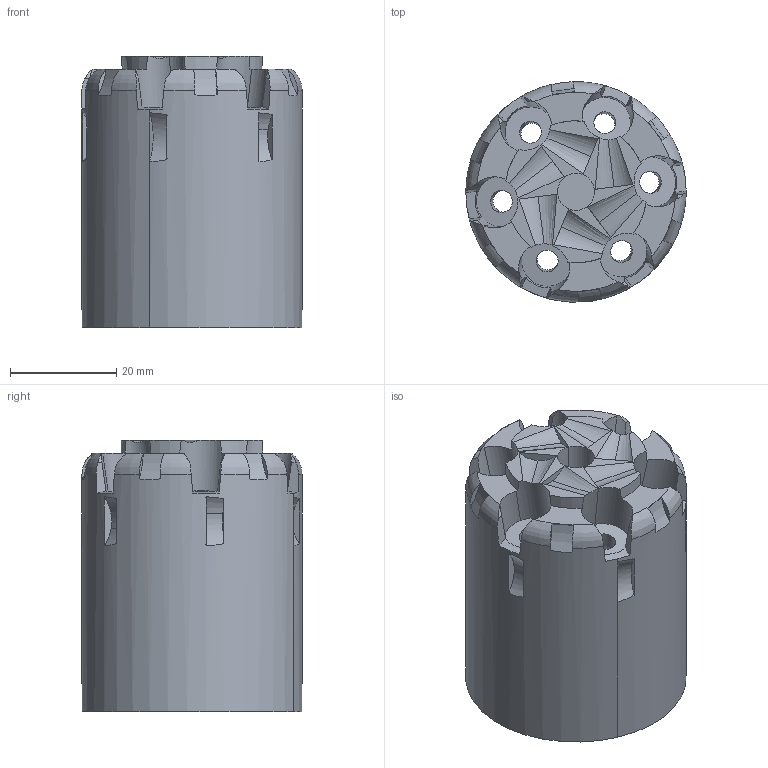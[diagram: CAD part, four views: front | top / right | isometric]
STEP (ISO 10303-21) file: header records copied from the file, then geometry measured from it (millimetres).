
FILE_DESCRIPTION (( 'STEP AP214' ), '1' );
FILE_NAME ('Cylinder.piston.44.STEP', '2018-11-03T22:37:57', ( '' ), ( '' ), 'SwSTEP 2.0', 'SolidWorks 2018', '' );
FILE_SCHEMA (( 'AUTOMOTIVE_DESIGN' ));
Length unit declared in the file: millimetre
Products named in the file (1): Cylinder.piston.44
Bounding box: 41.4 x 41.39 x 51 mm (x, y, z)
Volume: 46702.1 mm3; surface area: 23165.3 mm2
Topology: 2 solids, 2 shells, 214 faces, 586 edges, 392 vertices
Faces by surface type: cylinder 90, plane 88, cone 12, torus 12, bspline 12
Entity records: 13171 total; most frequent: CARTESIAN_POINT 6346, ORIENTED_EDGE 1172, DIRECTION 722, EDGE_CURVE 586, VERTEX_POINT 392, B_SPLINE_CURVE_WITH_KNOTS 317, AXIS2_PLACEMENT_3D 288, EDGE_LOOP 256
